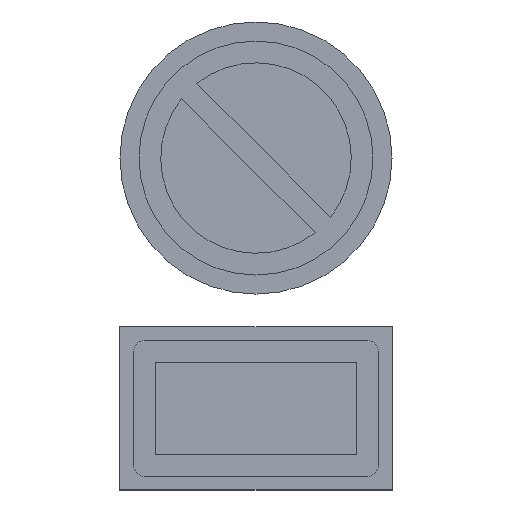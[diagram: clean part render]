
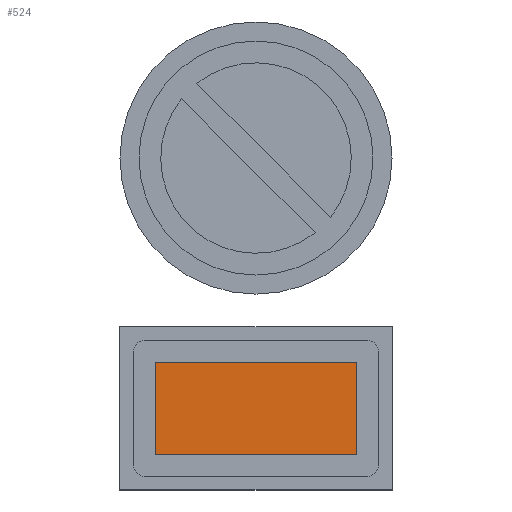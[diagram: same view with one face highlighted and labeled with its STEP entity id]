
A CAD part, top view. The second image highlights one B-rep face of the part: STEP entity #524.
In plain terms, the highlighted planar face has unit normal (0, 0, 1).
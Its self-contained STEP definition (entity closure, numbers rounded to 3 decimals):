
#112=AXIS2_PLACEMENT_3D('Plane Axis2P3D',#109,#110,#111) ;
#109=CARTESIAN_POINT('Axis2P3D Location',(12.5,30.5,0.05)) ;
#490=CARTESIAN_POINT('Line Origine',(21.75,7.5,0.05)) ;
#494=CARTESIAN_POINT('Vertex',(21.75,3.25,0.05)) ;
#496=CARTESIAN_POINT('Vertex',(21.75,11.75,0.05)) ;
#499=CARTESIAN_POINT('Line Origine',(12.5,11.75,0.05)) ;
#503=CARTESIAN_POINT('Vertex',(3.25,11.75,0.05)) ;
#506=CARTESIAN_POINT('Line Origine',(3.25,7.5,0.05)) ;
#510=CARTESIAN_POINT('Vertex',(3.25,3.25,0.05)) ;
#513=CARTESIAN_POINT('Line Origine',(12.5,3.25,0.05)) ;
#110=DIRECTION('Axis2P3D Direction',(0.,0.,1.)) ;
#111=DIRECTION('Axis2P3D XDirection',(1.,0.,0.)) ;
#491=DIRECTION('Vector Direction',(0.,1.,0.)) ;
#500=DIRECTION('Vector Direction',(1.,0.,0.)) ;
#507=DIRECTION('Vector Direction',(0.,-1.,0.)) ;
#514=DIRECTION('Vector Direction',(-1.,0.,0.)) ;
#492=VECTOR('Line Direction',#491,1.) ;
#501=VECTOR('Line Direction',#500,1.) ;
#508=VECTOR('Line Direction',#507,1.) ;
#515=VECTOR('Line Direction',#514,1.) ;
#519=ORIENTED_EDGE('',*,*,#498,.T.) ;
#520=ORIENTED_EDGE('',*,*,#505,.T.) ;
#521=ORIENTED_EDGE('',*,*,#512,.T.) ;
#522=ORIENTED_EDGE('',*,*,#517,.T.) ;
#524=ADVANCED_FACE('S3D positioniert',(#523),#113,.T.) ;
#498=EDGE_CURVE('',#495,#497,#493,.T.) ;
#505=EDGE_CURVE('',#497,#504,#502,.F.) ;
#512=EDGE_CURVE('',#504,#511,#509,.T.) ;
#517=EDGE_CURVE('',#511,#495,#516,.F.) ;
#518=EDGE_LOOP('',(#519,#520,#521,#522)) ;
#523=FACE_OUTER_BOUND('',#518,.T.) ;
#493=LINE('Line',#490,#492) ;
#502=LINE('Line',#499,#501) ;
#509=LINE('Line',#506,#508) ;
#516=LINE('Line',#513,#515) ;
#113=PLANE('',#112) ;
#495=VERTEX_POINT('',#494) ;
#497=VERTEX_POINT('',#496) ;
#504=VERTEX_POINT('',#503) ;
#511=VERTEX_POINT('',#510) ;
